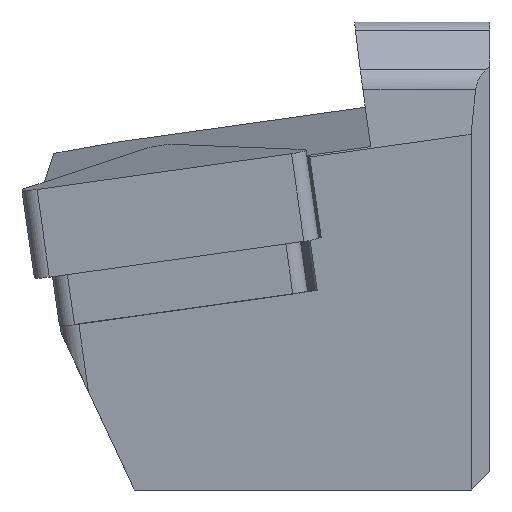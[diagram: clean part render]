
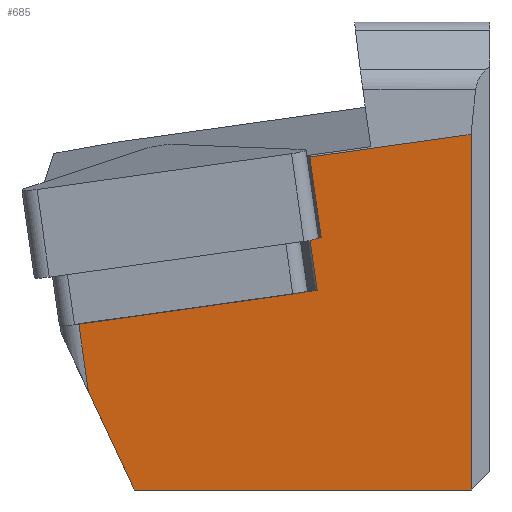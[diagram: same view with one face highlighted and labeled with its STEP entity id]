
A CAD part, left-side view. The second image highlights one B-rep face of the part: STEP entity #685.
In plain terms, the highlighted planar face has unit normal (-0.995, -0.015, -0.103).
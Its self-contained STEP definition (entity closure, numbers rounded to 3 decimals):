
#685=ADVANCED_FACE('',(#792),#748,.T.);
#748=PLANE('',#1794);
#792=FACE_OUTER_BOUND('',#848,.T.);
#848=EDGE_LOOP('',(#981,#982,#983,#984,#985,#986,#987,#988,#989,#990));
#981=ORIENTED_EDGE('',*,*,#1425,.F.);
#982=ORIENTED_EDGE('',*,*,#1426,.F.);
#983=ORIENTED_EDGE('',*,*,#1427,.T.);
#984=ORIENTED_EDGE('',*,*,#1395,.F.);
#985=ORIENTED_EDGE('',*,*,#1378,.F.);
#986=ORIENTED_EDGE('',*,*,#1428,.F.);
#987=ORIENTED_EDGE('',*,*,#1385,.F.);
#988=ORIENTED_EDGE('',*,*,#1429,.T.);
#989=ORIENTED_EDGE('',*,*,#1403,.F.);
#990=ORIENTED_EDGE('',*,*,#1430,.T.);
#1263=VERTEX_POINT('',#2254);
#1265=VERTEX_POINT('',#2257);
#1270=VERTEX_POINT('',#2270);
#1271=VERTEX_POINT('',#2272);
#1276=VERTEX_POINT('',#2289);
#1283=VERTEX_POINT('',#2308);
#1284=VERTEX_POINT('',#2309);
#1300=VERTEX_POINT('',#2351);
#1301=VERTEX_POINT('',#2352);
#1302=VERTEX_POINT('',#2354);
#1378=EDGE_CURVE('',#1263,#1265,#1546,.T.);
#1385=EDGE_CURVE('',#1270,#1271,#1550,.T.);
#1395=EDGE_CURVE('',#1265,#1276,#1557,.T.);
#1403=EDGE_CURVE('',#1283,#1284,#1564,.T.);
#1425=EDGE_CURVE('',#1300,#1301,#1583,.T.);
#1426=EDGE_CURVE('',#1302,#1300,#1584,.T.);
#1427=EDGE_CURVE('',#1302,#1276,#1585,.T.);
#1428=EDGE_CURVE('',#1271,#1263,#1586,.T.);
#1429=EDGE_CURVE('',#1270,#1284,#1587,.T.);
#1430=EDGE_CURVE('',#1283,#1301,#1588,.T.);
#1546=LINE('',#2256,#1658);
#1550=LINE('',#2271,#1662);
#1557=LINE('',#2290,#1669);
#1564=LINE('',#2307,#1676);
#1583=LINE('',#2350,#1695);
#1584=LINE('',#2353,#1696);
#1585=LINE('',#2355,#1697);
#1586=LINE('',#2356,#1698);
#1587=LINE('',#2357,#1699);
#1588=LINE('',#2358,#1700);
#1658=VECTOR('',#1903,1.);
#1662=VECTOR('',#1917,1.);
#1669=VECTOR('',#1936,1.);
#1676=VECTOR('',#1951,1.);
#1695=VECTOR('',#1984,1.);
#1696=VECTOR('',#1985,1.);
#1697=VECTOR('',#1986,1.);
#1698=VECTOR('',#1987,1.);
#1699=VECTOR('',#1988,1.);
#1700=VECTOR('',#1989,1.);
#1794=AXIS2_PLACEMENT_3D('',#2359,#1990,#1991);
#1903=DIRECTION('',(0.,-0.99,0.139));
#1917=DIRECTION('',(-0.105,0.138,0.985));
#1936=DIRECTION('',(-0.105,0.138,0.985));
#1951=DIRECTION('',(-0.015,1.,0.));
#1984=DIRECTION('',(0.,-0.99,0.139));
#1985=DIRECTION('',(-0.105,0.138,0.985));
#1986=DIRECTION('',(0.,0.99,-0.139));
#1987=DIRECTION('',(0.,-0.99,0.139));
#1988=DIRECTION('',(0.1,-0.42,-0.902));
#1989=DIRECTION('',(-0.104,0.,0.995));
#1990=DIRECTION('',(-0.995,-0.015,-0.104));
#1991=DIRECTION('',(-0.104,0.,0.995));
#2254=CARTESIAN_POINT('',(1.546,10.011,-5.442));
#2256=CARTESIAN_POINT('',(1.546,21.963,-7.122));
#2257=CARTESIAN_POINT('',(1.546,9.232,-5.333));
#2270=CARTESIAN_POINT('',(1.93,21.455,-10.734));
#2271=CARTESIAN_POINT('',(-14.703,43.48,145.977));
#2272=CARTESIAN_POINT('',(1.546,21.963,-7.122));
#2289=CARTESIAN_POINT('',(1.257,9.615,-2.605));
#2290=CARTESIAN_POINT('',(-0.174,11.51,10.877));
#2307=CARTESIAN_POINT('',(2.791,0.041,-16.));
#2308=CARTESIAN_POINT('',(2.777,1.015,-16.));
#2309=CARTESIAN_POINT('',(2.514,19.,-16.));
#2350=CARTESIAN_POINT('',(0.8,-109.547,18.532));
#2351=CARTESIAN_POINT('',(0.8,9.623,1.784));
#2352=CARTESIAN_POINT('',(0.8,1.015,2.994));
#2353=CARTESIAN_POINT('',(-14.703,30.151,147.851));
#2354=CARTESIAN_POINT('',(1.257,9.018,-2.521));
#2355=CARTESIAN_POINT('',(1.257,22.346,-4.394));
#2356=CARTESIAN_POINT('',(1.546,21.963,-7.122));
#2357=CARTESIAN_POINT('',(-13.295,85.473,126.552));
#2358=CARTESIAN_POINT('',(2.673,1.015,-15.002));
#2359=CARTESIAN_POINT('',(-14.703,43.48,145.977));
